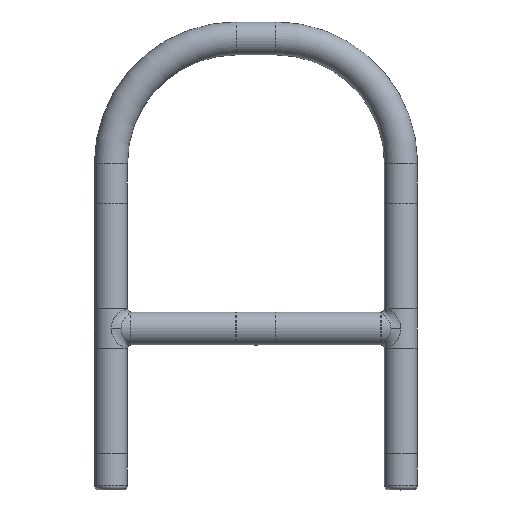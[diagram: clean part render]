
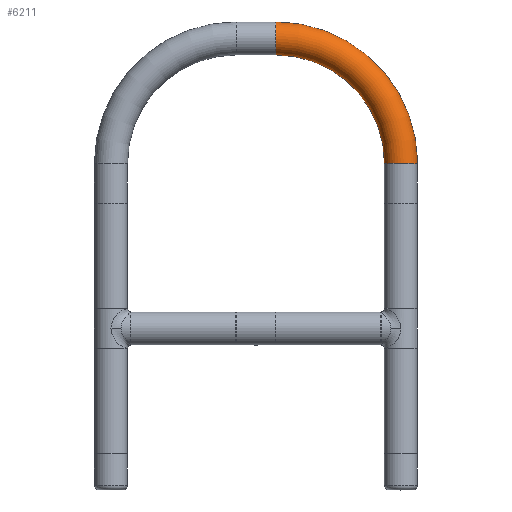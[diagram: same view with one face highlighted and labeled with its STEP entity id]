
A CAD part, top view. The second image highlights one B-rep face of the part: STEP entity #6211.
In plain terms, the highlighted toroidal (fillet/blend) face has major radius 94.8 mm and minor radius 12.5 mm.
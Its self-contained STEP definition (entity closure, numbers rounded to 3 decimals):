
#648=TOROIDAL_SURFACE('',#54977,94.8,12.5);
#6211=ADVANCED_FACE('',(#10236),#648,.T.);
#10236=FACE_OUTER_BOUND('',#13186,.T.);
#13186=EDGE_LOOP('',(#24253,#24254,#24255,#24256));
#16163=CIRCLE('',#54971,12.5);
#16164=CIRCLE('',#54973,12.5);
#16165=CIRCLE('',#54975,82.3);
#16166=CIRCLE('',#54976,107.3);
#24253=ORIENTED_EDGE('',*,*,#41313,.F.);
#24254=ORIENTED_EDGE('',*,*,#41315,.T.);
#24255=ORIENTED_EDGE('',*,*,#41311,.T.);
#24256=ORIENTED_EDGE('',*,*,#41316,.T.);
#35148=VERTEX_POINT('',#97637);
#35149=VERTEX_POINT('',#97639);
#35150=VERTEX_POINT('',#97643);
#35151=VERTEX_POINT('',#97645);
#41311=EDGE_CURVE('',#35148,#35149,#16163,.T.);
#41313=EDGE_CURVE('',#35150,#35151,#16164,.T.);
#41315=EDGE_CURVE('',#35150,#35148,#16165,.T.);
#41316=EDGE_CURVE('',#35149,#35151,#16166,.T.);
#54971=AXIS2_PLACEMENT_3D('',#97640,#64726,#64727);
#54973=AXIS2_PLACEMENT_3D('',#97644,#64731,#64732);
#54975=AXIS2_PLACEMENT_3D('',#97648,#64736,#64737);
#54976=AXIS2_PLACEMENT_3D('',#97649,#64738,#64739);
#54977=AXIS2_PLACEMENT_3D('',#97650,#64740,#64741);
#64726=DIRECTION('',(0.,1.,0.));
#64727=DIRECTION('',(-1.,0.,0.));
#64731=DIRECTION('',(-1.,0.,0.));
#64732=DIRECTION('',(0.,-1.,0.));
#64736=DIRECTION('',(0.,0.,-1.));
#64737=DIRECTION('',(-1.,0.,0.));
#64738=DIRECTION('',(0.,0.,1.));
#64739=DIRECTION('',(-1.,0.,0.));
#64740=DIRECTION('',(0.,0.,-1.));
#64741=DIRECTION('',(-1.,0.,0.));
#97637=CARTESIAN_POINT('',(207.35,234.949,0.));
#97639=CARTESIAN_POINT('',(232.35,234.949,0.));
#97640=CARTESIAN_POINT('',(219.85,234.949,0.));
#97643=CARTESIAN_POINT('',(125.075,317.224,0.));
#97644=CARTESIAN_POINT('',(125.075,329.724,0.));
#97645=CARTESIAN_POINT('',(125.075,342.224,0.));
#97648=CARTESIAN_POINT('',(125.05,234.924,0.));
#97649=CARTESIAN_POINT('',(125.05,234.924,0.));
#97650=CARTESIAN_POINT('',(125.05,234.924,0.));
